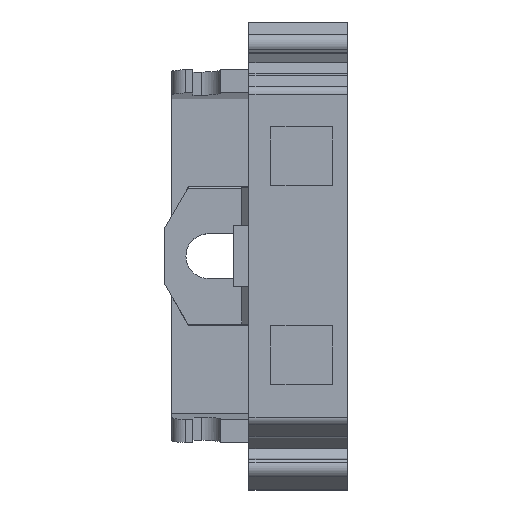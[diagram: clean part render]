
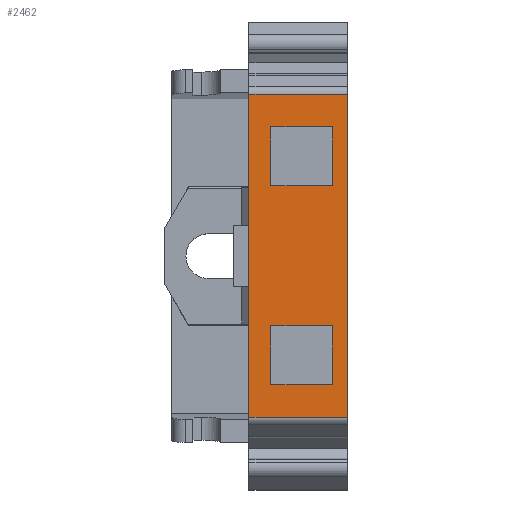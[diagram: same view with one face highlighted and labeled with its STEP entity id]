
A CAD part, top view. The second image highlights one B-rep face of the part: STEP entity #2462.
In plain terms, the highlighted planar face has unit normal (0, 0, 1).
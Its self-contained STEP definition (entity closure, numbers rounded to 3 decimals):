
#90=ORIENTED_EDGE('',*,*,#828,.F.);
#91=ORIENTED_EDGE('',*,*,#829,.F.);
#92=ORIENTED_EDGE('',*,*,#830,.F.);
#93=ORIENTED_EDGE('',*,*,#831,.F.);
#94=ORIENTED_EDGE('',*,*,#832,.T.);
#95=ORIENTED_EDGE('',*,*,#833,.T.);
#96=ORIENTED_EDGE('',*,*,#834,.F.);
#97=ORIENTED_EDGE('',*,*,#835,.F.);
#98=ORIENTED_EDGE('',*,*,#836,.T.);
#99=ORIENTED_EDGE('',*,*,#837,.T.);
#100=ORIENTED_EDGE('',*,*,#838,.T.);
#101=ORIENTED_EDGE('',*,*,#839,.T.);
#828=EDGE_CURVE('',#1197,#1198,#1438,.T.);
#829=EDGE_CURVE('',#1199,#1197,#1439,.T.);
#830=EDGE_CURVE('',#1200,#1199,#1440,.T.);
#831=EDGE_CURVE('',#1198,#1200,#1441,.T.);
#832=EDGE_CURVE('',#1201,#1202,#1442,.T.);
#833=EDGE_CURVE('',#1202,#1203,#1443,.T.);
#834=EDGE_CURVE('',#1204,#1203,#1444,.T.);
#835=EDGE_CURVE('',#1201,#1204,#1445,.T.);
#836=EDGE_CURVE('',#1205,#1206,#1446,.T.);
#837=EDGE_CURVE('',#1206,#1207,#1447,.T.);
#838=EDGE_CURVE('',#1207,#1208,#1448,.T.);
#839=EDGE_CURVE('',#1208,#1205,#1449,.T.);
#1197=VERTEX_POINT('',#3455);
#1198=VERTEX_POINT('',#3456);
#1199=VERTEX_POINT('',#3458);
#1200=VERTEX_POINT('',#3460);
#1201=VERTEX_POINT('',#3463);
#1202=VERTEX_POINT('',#3464);
#1203=VERTEX_POINT('',#3466);
#1204=VERTEX_POINT('',#3468);
#1205=VERTEX_POINT('',#3471);
#1206=VERTEX_POINT('',#3472);
#1207=VERTEX_POINT('',#3474);
#1208=VERTEX_POINT('',#3476);
#1438=LINE('',#3454,#1759);
#1439=LINE('',#3457,#1760);
#1440=LINE('',#3459,#1761);
#1441=LINE('',#3461,#1762);
#1442=LINE('',#3462,#1763);
#1443=LINE('',#3465,#1764);
#1444=LINE('',#3467,#1765);
#1445=LINE('',#3469,#1766);
#1446=LINE('',#3470,#1767);
#1447=LINE('',#3473,#1768);
#1448=LINE('',#3475,#1769);
#1449=LINE('',#3477,#1770);
#1759=VECTOR('',#2785,1000.);
#1760=VECTOR('',#2786,1000.);
#1761=VECTOR('',#2787,1000.);
#1762=VECTOR('',#2788,1000.);
#1763=VECTOR('',#2789,1000.);
#1764=VECTOR('',#2790,1000.);
#1765=VECTOR('',#2791,1000.);
#1766=VECTOR('',#2792,1000.);
#1767=VECTOR('',#2793,1000.);
#1768=VECTOR('',#2794,1000.);
#1769=VECTOR('',#2795,1000.);
#1770=VECTOR('',#2796,1000.);
#2080=EDGE_LOOP('',(#90,#91,#92,#93));
#2081=EDGE_LOOP('',(#94,#95,#96,#97));
#2082=EDGE_LOOP('',(#98,#99,#100,#101));
#2216=FACE_BOUND('',#2080,.T.);
#2217=FACE_BOUND('',#2081,.T.);
#2218=FACE_BOUND('',#2082,.T.);
#2352=PLANE('',#2607);
#2462=ADVANCED_FACE('',(#2216,#2217,#2218),#2352,.T.);
#2607=AXIS2_PLACEMENT_3D('',#3453,#2783,#2784);
#2783=DIRECTION('',(0.,0.,1.));
#2784=DIRECTION('',(0.,-1.,0.));
#2785=DIRECTION('',(1.,0.,0.));
#2786=DIRECTION('',(0.,-1.,0.));
#2787=DIRECTION('',(-1.,0.,0.));
#2788=DIRECTION('',(0.,1.,0.));
#2789=DIRECTION('',(0.,1.,0.));
#2790=DIRECTION('',(-1.,0.,0.));
#2791=DIRECTION('',(0.,1.,0.));
#2792=DIRECTION('',(-1.,0.,0.));
#2793=DIRECTION('',(0.,1.,0.));
#2794=DIRECTION('',(1.,0.,0.));
#2795=DIRECTION('',(0.,-1.,0.));
#2796=DIRECTION('',(-1.,0.,0.));
#3453=CARTESIAN_POINT('',(7.,0.,26.751));
#3454=CARTESIAN_POINT('',(5.96,-9.199,26.751));
#3455=CARTESIAN_POINT('',(1.56,-9.199,26.751));
#3456=CARTESIAN_POINT('',(5.96,-9.199,26.751));
#3457=CARTESIAN_POINT('',(1.56,-9.199,26.751));
#3458=CARTESIAN_POINT('',(1.56,-5.,26.751));
#3459=CARTESIAN_POINT('',(5.96,-5.,26.751));
#3460=CARTESIAN_POINT('',(5.96,-5.,26.751));
#3461=CARTESIAN_POINT('',(5.96,-9.199,26.751));
#3462=CARTESIAN_POINT('',(7.,0.,26.751));
#3463=CARTESIAN_POINT('',(7.,-11.533,26.751));
#3464=CARTESIAN_POINT('',(7.,11.533,26.751));
#3465=CARTESIAN_POINT('',(7.,11.533,26.751));
#3466=CARTESIAN_POINT('',(0.,11.533,26.751));
#3467=CARTESIAN_POINT('',(0.,0.,26.751));
#3468=CARTESIAN_POINT('',(0.,-11.533,26.751));
#3469=CARTESIAN_POINT('',(7.,-11.533,26.751));
#3470=CARTESIAN_POINT('',(1.56,9.199,26.751));
#3471=CARTESIAN_POINT('',(1.56,5.,26.751));
#3472=CARTESIAN_POINT('',(1.56,9.199,26.751));
#3473=CARTESIAN_POINT('',(5.96,9.199,26.751));
#3474=CARTESIAN_POINT('',(5.96,9.199,26.751));
#3475=CARTESIAN_POINT('',(5.96,9.199,26.751));
#3476=CARTESIAN_POINT('',(5.96,5.,26.751));
#3477=CARTESIAN_POINT('',(5.96,5.,26.751));
